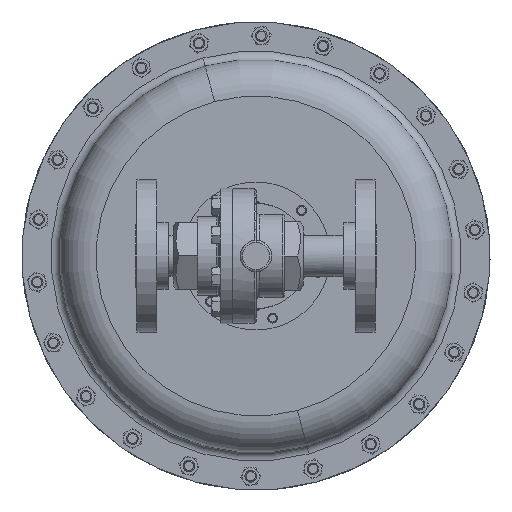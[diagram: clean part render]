
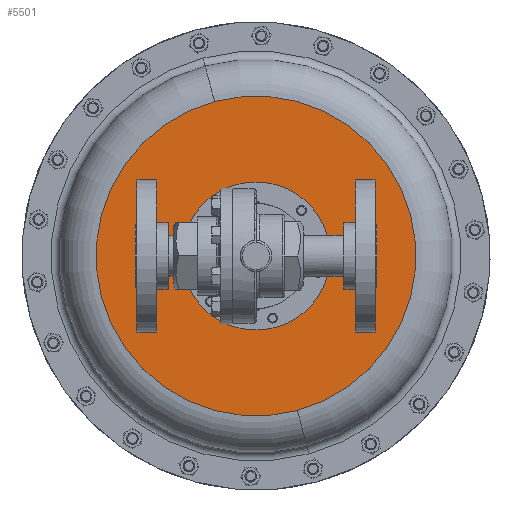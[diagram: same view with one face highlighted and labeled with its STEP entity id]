
A CAD part, front view. The second image highlights one B-rep face of the part: STEP entity #5501.
In plain terms, the highlighted planar face has unit normal (0, -1, 0).
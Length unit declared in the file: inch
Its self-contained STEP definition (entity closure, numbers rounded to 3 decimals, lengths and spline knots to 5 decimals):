
#1861 = VERTEX_POINT ( 'NONE', #16412 ) ;
#1989 = DIRECTION ( 'NONE',  ( -0.259, 0., 0.966 ) ) ;
#3554 = AXIS2_PLACEMENT_3D ( 'NONE', #40123, #19425, #43587 ) ;
#5501 = ADVANCED_FACE ( 'NONE', ( #25902, #7169 ), #43848, .T. ) ;
#5921 = ORIENTED_EDGE ( 'NONE', *, *, #23850, .T. ) ;
#7169 = FACE_BOUND ( 'NONE', #41135, .T. ) ;
#10544 = ORIENTED_EDGE ( 'NONE', *, *, #39579, .T. ) ;
#11889 = AXIS2_PLACEMENT_3D ( 'NONE', #18022, #42227, #21562 ) ;
#13414 = CIRCLE ( 'NONE', #3554, 5.125 ) ;
#13587 = CARTESIAN_POINT ( 'NONE',  ( 1.52663, 9.93332, 4.03194 ) ) ;
#13809 = CARTESIAN_POINT ( 'NONE',  ( 3.20601, 9.93332, 2.35256 ) ) ;
#14202 = CARTESIAN_POINT ( 'NONE',  ( -0.15275, 9.93332, 5.71132 ) ) ;
#14767 = AXIS2_PLACEMENT_3D ( 'NONE', #17749, #41959, #21279 ) ;
#16412 = CARTESIAN_POINT ( 'NONE',  ( 0.20018, 9.93332, 8.98231 ) ) ;
#16483 = CIRCLE ( 'NONE', #14767, 2.375 ) ;
#17143 = DIRECTION ( 'NONE',  ( 0.259, 0., -0.966 ) ) ;
#17749 = CARTESIAN_POINT ( 'NONE',  ( 1.52663, 9.93332, 4.03194 ) ) ;
#18022 = CARTESIAN_POINT ( 'NONE',  ( 1.52663, 9.93332, 4.03194 ) ) ;
#19425 = DIRECTION ( 'NONE',  ( 0., 1., 0. ) ) ;
#19547 = CARTESIAN_POINT ( 'NONE',  ( -3.42374, 9.93332, 2.70549 ) ) ;
#19842 = VERTEX_POINT ( 'NONE', #32897 ) ;
#21279 = DIRECTION ( 'NONE',  ( -0.707, 0., 0.707 ) ) ;
#21562 = DIRECTION ( 'NONE',  ( -0.707, 0., 0.707 ) ) ;
#23221 = DIRECTION ( 'NONE',  ( 0., -1., 0. ) ) ;
#23850 = EDGE_CURVE ( 'NONE', #28831, #24879, #16483, .T. ) ;
#24879 = VERTEX_POINT ( 'NONE', #13809 ) ;
#25902 = FACE_OUTER_BOUND ( 'NONE', #27793, .T. ) ;
#27793 = EDGE_LOOP ( 'NONE', ( #41499, #41961 ) ) ;
#28260 = CIRCLE ( 'NONE', #35947, 5.125 ) ;
#28831 = VERTEX_POINT ( 'NONE', #14202 ) ;
#29111 = EDGE_CURVE ( 'NONE', #19842, #1861, #13414, .T. ) ;
#32897 = CARTESIAN_POINT ( 'NONE',  ( 2.85308, 9.93332, -0.91843 ) ) ;
#33830 = EDGE_CURVE ( 'NONE', #1861, #19842, #28260, .T. ) ;
#35947 = AXIS2_PLACEMENT_3D ( 'NONE', #13587, #37861, #17143 ) ;
#37861 = DIRECTION ( 'NONE',  ( 0., 1., 0. ) ) ;
#38366 = AXIS2_PLACEMENT_3D ( 'NONE', #19547, #23221, #1989 ) ;
#39342 = CIRCLE ( 'NONE', #11889, 2.375 ) ;
#39579 = EDGE_CURVE ( 'NONE', #24879, #28831, #39342, .T. ) ;
#40123 = CARTESIAN_POINT ( 'NONE',  ( 1.52663, 9.93332, 4.03194 ) ) ;
#41135 = EDGE_LOOP ( 'NONE', ( #10544, #5921 ) ) ;
#41499 = ORIENTED_EDGE ( 'NONE', *, *, #29111, .F. ) ;
#41959 = DIRECTION ( 'NONE',  ( 0., 1., 0. ) ) ;
#41961 = ORIENTED_EDGE ( 'NONE', *, *, #33830, .F. ) ;
#42227 = DIRECTION ( 'NONE',  ( 0., 1., 0. ) ) ;
#43587 = DIRECTION ( 'NONE',  ( 0.259, 0., -0.966 ) ) ;
#43848 = PLANE ( 'NONE',  #38366 ) ;
